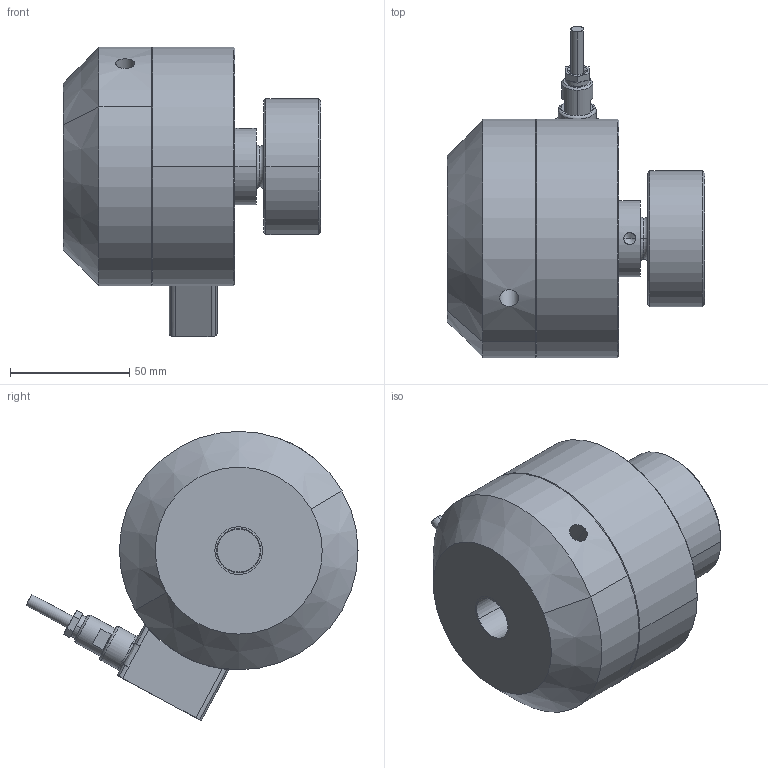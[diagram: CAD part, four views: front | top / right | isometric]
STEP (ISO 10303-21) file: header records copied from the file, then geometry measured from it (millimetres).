
FILE_DESCRIPTION(('STEP AP214'),'1');
FILE_NAME('TC4 Ø100 with compression accessories.stp','2018-02-28T11:16:46',(' '),(' '),'Spatial InterOp 3D',' ',' ');
FILE_SCHEMA(('automotive_design'));
Length unit declared in the file: millimetre
Products named in the file (12): TC4 Ø100 with compression accessories; CPBTC4D100; CTC425M20; Load cell; Cable Ø5.2; Fairlead; Screw gland; Box; Body; CTIC22; O-RING 3087; Body2
Assembly tree (11 placements, depth 3):
  TC4 Ø100 with compression accessories
    CPBTC4D100
    CTC425M20
    Load cell
      Cable Ø5.2
      Fairlead
      Screw gland
      Box
      Body
    CTIC22
      O-RING 3087
      Body2
Bounding box: 108.01 x 139.17 x 121.29 mm (x, y, z)
Volume: 580579.7 mm3; surface area: 93067 mm2
Topology: 9 solids, 18 shells, 285 faces, 647 edges, 410 vertices
Faces by surface type: cylinder 96, plane 92, cone 74, torus 14, bspline 4, extrusion 3, sphere 2
Entity records: 11128 total; most frequent: CARTESIAN_POINT 1878, DIRECTION 1507, ORIENTED_EDGE 1250, EDGE_CURVE 643, AXIS2_PLACEMENT_3D 595, VERTEX_POINT 410, EDGE_LOOP 333, VECTOR 317
